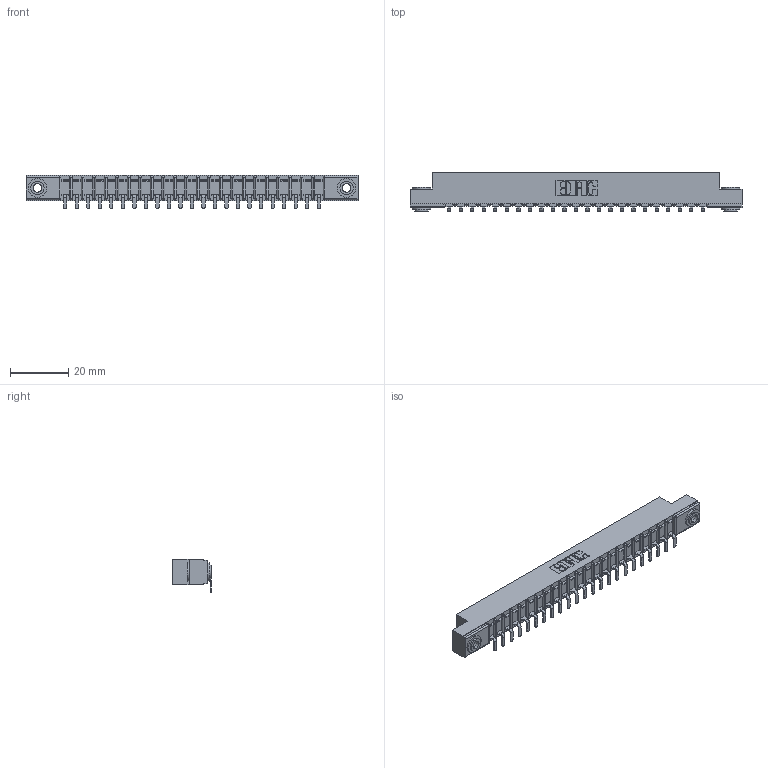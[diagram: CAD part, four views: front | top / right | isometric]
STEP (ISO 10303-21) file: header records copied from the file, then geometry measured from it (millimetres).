
FILE_DESCRIPTION (( 'STEP AP203' ), '1' );
FILE_NAME ('307-023-553-103.STEP', '2019-09-05T00:35:19', ( '' ), ( '' ), 'SwSTEP 2.0', 'SolidWorks 2016', '' );
FILE_SCHEMA (( 'CONFIG_CONTROL_DESIGN' ));
Length unit declared in the file: inch
Products named in the file (4): 307 Part_.156 Dia Mounting Holes; 307-023-553-103; 345-250-002_345-250-002-102; 307-290-002_553
Assembly tree (26 placements, depth 2):
  307-023-553-103
    307 Part_.156 Dia Mounting Holes
    307-290-002_553  x23
    345-250-002_345-250-002-102  x2
Bounding box: 114.15 x 13.36 x 11.51 mm (x, y, z)
Volume: 7537.5 mm3; surface area: 14016 mm2
Topology: 26 solids, 26 shells, 1988 faces, 6047 edges, 3962 vertices
Faces by surface type: plane 1175, cylinder 757, sphere 48, cone 8
Entity records: 23979 total; most frequent: CARTESIAN_POINT 4021, ORIENTED_EDGE 4002, DIRECTION 3931, EDGE_CURVE 2001, LINE 1515, VECTOR 1515, VERTEX_POINT 1298, AXIS2_PLACEMENT_3D 1208
